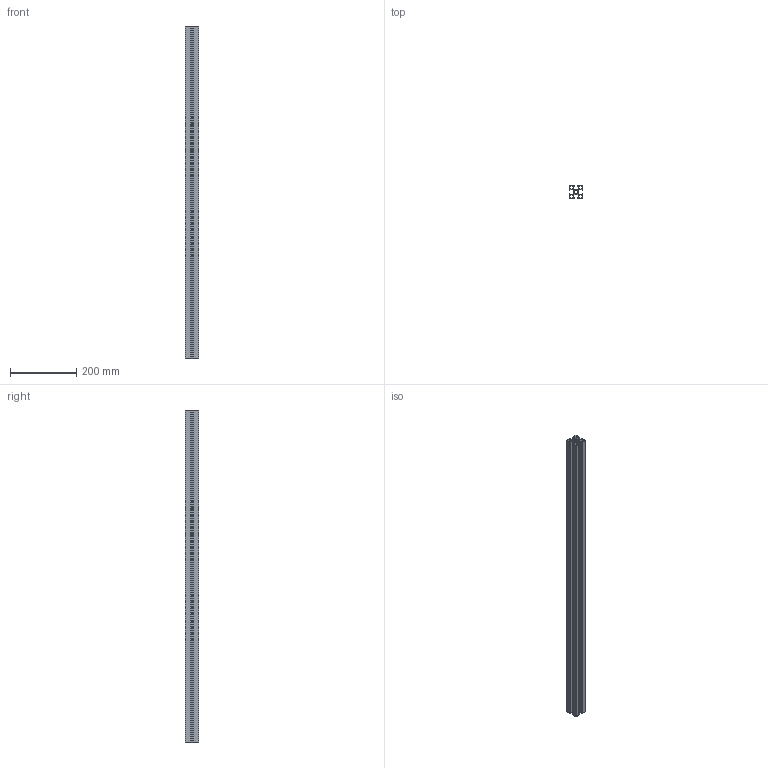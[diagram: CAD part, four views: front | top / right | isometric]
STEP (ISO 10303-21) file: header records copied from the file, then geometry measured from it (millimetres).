
FILE_DESCRIPTION (( 'STEP AP203' ), '1' );
FILE_NAME ('ALF-4040-8EG.step', '2024-08-07T10:24:27', ( '' ), ( '' ), 'SwSTEP 2.0', 'SolidWorks 2022', '' );
FILE_SCHEMA (( 'CONFIG_CONTROL_DESIGN' ));
Length unit declared in the file: millimetre
Products named in the file (1): ALF-4040-8EG
Bounding box: 40 x 40 x 1000 mm (x, y, z)
Volume: 345851.3 mm3; surface area: 530197.9 mm2
Topology: 1 solids, 1 shells, 93 faces, 273 edges, 182 vertices
Faces by surface type: plane 82, cylinder 11
Entity records: 3146 total; most frequent: CARTESIAN_POINT 549, ORIENTED_EDGE 546, DIRECTION 483, EDGE_CURVE 273, LINE 251, VECTOR 251, VERTEX_POINT 182, AXIS2_PLACEMENT_3D 116
